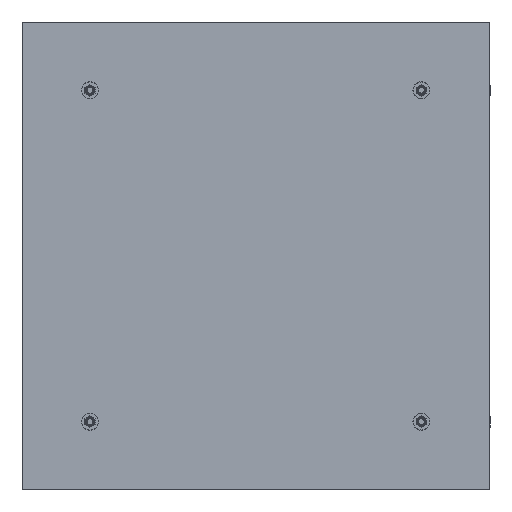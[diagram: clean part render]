
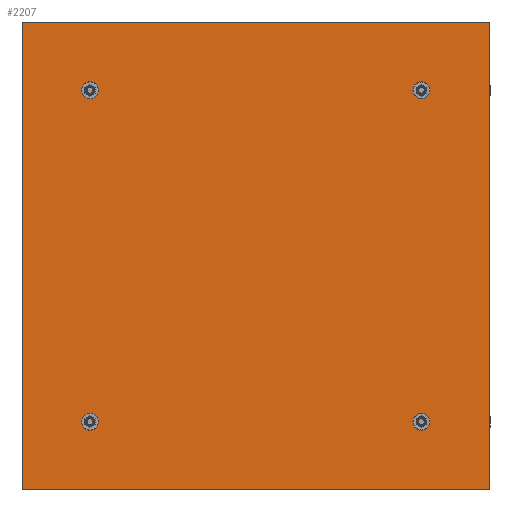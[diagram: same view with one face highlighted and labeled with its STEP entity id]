
A CAD part, top view. The second image highlights one B-rep face of the part: STEP entity #2207.
In plain terms, the highlighted planar face has unit normal (0, 0, 1).
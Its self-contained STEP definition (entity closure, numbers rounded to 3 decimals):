
#230=FACE_BOUND('',#476,.T.);
#231=FACE_BOUND('',#477,.T.);
#232=FACE_BOUND('',#478,.T.);
#233=FACE_BOUND('',#479,.T.);
#264=PLANE('',#2606);
#341=FACE_OUTER_BOUND('',#475,.T.);
#475=EDGE_LOOP('',(#1632,#1633,#1634,#1635));
#476=EDGE_LOOP('',(#1636));
#477=EDGE_LOOP('',(#1637));
#478=EDGE_LOOP('',(#1638));
#479=EDGE_LOOP('',(#1639));
#642=LINE('',#3724,#798);
#643=LINE('',#3726,#799);
#644=LINE('',#3728,#800);
#645=LINE('',#3729,#801);
#798=VECTOR('',#2968,10.);
#799=VECTOR('',#2969,10.);
#800=VECTOR('',#2970,10.);
#801=VECTOR('',#2971,10.);
#940=CIRCLE('',#2605,11.);
#941=CIRCLE('',#2607,11.);
#942=CIRCLE('',#2608,11.);
#943=CIRCLE('',#2609,11.);
#1082=VERTEX_POINT('',#3718);
#1083=VERTEX_POINT('',#3722);
#1084=VERTEX_POINT('',#3723);
#1085=VERTEX_POINT('',#3725);
#1086=VERTEX_POINT('',#3727);
#1087=VERTEX_POINT('',#3730);
#1088=VERTEX_POINT('',#3732);
#1089=VERTEX_POINT('',#3734);
#1296=EDGE_CURVE('',#1082,#1082,#940,.T.);
#1298=EDGE_CURVE('',#1083,#1084,#642,.T.);
#1299=EDGE_CURVE('',#1085,#1083,#643,.T.);
#1300=EDGE_CURVE('',#1086,#1085,#644,.T.);
#1301=EDGE_CURVE('',#1084,#1086,#645,.T.);
#1302=EDGE_CURVE('',#1087,#1087,#941,.T.);
#1303=EDGE_CURVE('',#1088,#1088,#942,.T.);
#1304=EDGE_CURVE('',#1089,#1089,#943,.T.);
#1632=ORIENTED_EDGE('',*,*,#1298,.F.);
#1633=ORIENTED_EDGE('',*,*,#1299,.F.);
#1634=ORIENTED_EDGE('',*,*,#1300,.F.);
#1635=ORIENTED_EDGE('',*,*,#1301,.F.);
#1636=ORIENTED_EDGE('',*,*,#1302,.F.);
#1637=ORIENTED_EDGE('',*,*,#1303,.F.);
#1638=ORIENTED_EDGE('',*,*,#1304,.F.);
#1639=ORIENTED_EDGE('',*,*,#1296,.F.);
#2207=ADVANCED_FACE('',(#341,#230,#231,#232,#233),#264,.T.);
#2605=AXIS2_PLACEMENT_3D('',#3719,#2963,#2964);
#2606=AXIS2_PLACEMENT_3D('',#3721,#2966,#2967);
#2607=AXIS2_PLACEMENT_3D('',#3731,#2972,#2973);
#2608=AXIS2_PLACEMENT_3D('',#3733,#2974,#2975);
#2609=AXIS2_PLACEMENT_3D('',#3735,#2976,#2977);
#2963=DIRECTION('center_axis',(0.,0.,1.));
#2964=DIRECTION('ref_axis',(-1.,0.,0.));
#2966=DIRECTION('center_axis',(0.,0.,1.));
#2967=DIRECTION('ref_axis',(1.,0.,0.));
#2968=DIRECTION('',(0.,1.,0.));
#2969=DIRECTION('',(-1.,0.,0.));
#2970=DIRECTION('',(0.,-1.,0.));
#2971=DIRECTION('',(1.,0.,0.));
#2972=DIRECTION('center_axis',(0.,0.,1.));
#2973=DIRECTION('ref_axis',(-1.,0.,0.));
#2974=DIRECTION('center_axis',(0.,0.,1.));
#2975=DIRECTION('ref_axis',(-1.,0.,0.));
#2976=DIRECTION('center_axis',(0.,0.,1.));
#2977=DIRECTION('ref_axis',(-1.,0.,0.));
#3718=CARTESIAN_POINT('',(401.,390.,15.));
#3719=CARTESIAN_POINT('Origin',(390.,390.,15.));
#3721=CARTESIAN_POINT('Origin',(0.,0.,15.));
#3722=CARTESIAN_POINT('',(-549.,-549.,15.));
#3723=CARTESIAN_POINT('',(-549.,549.,15.));
#3724=CARTESIAN_POINT('',(-549.,-275.,15.));
#3725=CARTESIAN_POINT('',(549.,-549.,15.));
#3726=CARTESIAN_POINT('',(275.,-549.,15.));
#3727=CARTESIAN_POINT('',(549.,549.,15.));
#3728=CARTESIAN_POINT('',(549.,275.,15.));
#3729=CARTESIAN_POINT('',(-275.,549.,15.));
#3730=CARTESIAN_POINT('',(-379.,-390.,15.));
#3731=CARTESIAN_POINT('Origin',(-390.,-390.,15.));
#3732=CARTESIAN_POINT('',(-379.,390.,15.));
#3733=CARTESIAN_POINT('Origin',(-390.,390.,15.));
#3734=CARTESIAN_POINT('',(401.,-390.,15.));
#3735=CARTESIAN_POINT('Origin',(390.,-390.,15.));
